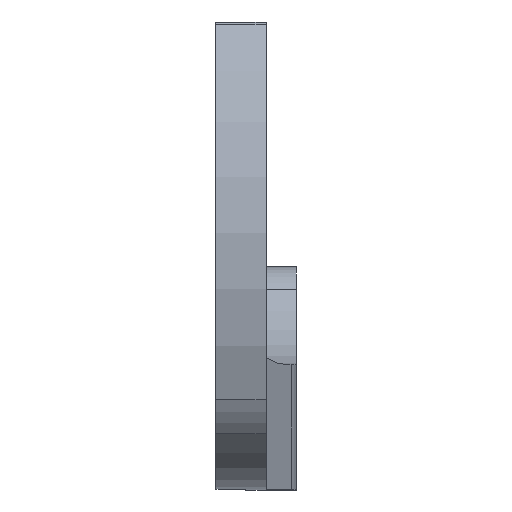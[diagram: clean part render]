
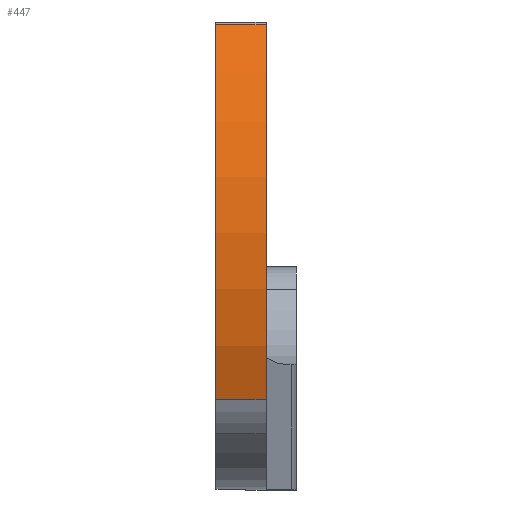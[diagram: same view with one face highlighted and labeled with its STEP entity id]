
A CAD part, top view. The second image highlights one B-rep face of the part: STEP entity #447.
In plain terms, the highlighted cylindrical face has radius 18.5 mm (diameter 37 mm), a partial arc.
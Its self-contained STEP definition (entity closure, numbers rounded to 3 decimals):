
#34 = AXIS2_PLACEMENT_3D ( 'NONE', #582, #420, #742 ) ;
#130 = VERTEX_POINT ( 'NONE', #764 ) ;
#259 = DIRECTION ( 'NONE',  ( 1., 0., 0. ) ) ;
#270 = ORIENTED_EDGE ( 'NONE', *, *, #779, .T. ) ;
#280 = CARTESIAN_POINT ( 'NONE',  ( 0., 4.841, -12.011 ) ) ;
#311 = LINE ( 'NONE', #1031, #990 ) ;
#336 = VERTEX_POINT ( 'NONE', #997 ) ;
#378 = AXIS2_PLACEMENT_3D ( 'NONE', #496, #489, #580 ) ;
#418 = ORIENTED_EDGE ( 'NONE', *, *, #753, .T. ) ;
#420 = DIRECTION ( 'NONE',  ( 1., 0., 0. ) ) ;
#425 = LINE ( 'NONE', #895, #765 ) ;
#437 = DIRECTION ( 'NONE',  ( 0., 0., 1. ) ) ;
#447 = ADVANCED_FACE ( 'NONE', ( #659 ), #987, .T. ) ;
#476 = VERTEX_POINT ( 'NONE', #752 ) ;
#489 = DIRECTION ( 'NONE',  ( 1., 0., 0. ) ) ;
#496 = CARTESIAN_POINT ( 'NONE',  ( -2.5, 4.841, -12.011 ) ) ;
#539 = EDGE_CURVE ( 'NONE', #569, #336, #871, .T. ) ;
#569 = VERTEX_POINT ( 'NONE', #621 ) ;
#580 = DIRECTION ( 'NONE',  ( 0., 0., -1. ) ) ;
#582 = CARTESIAN_POINT ( 'NONE',  ( -2.5, 4.841, -12.011 ) ) ;
#583 = AXIS2_PLACEMENT_3D ( 'NONE', #280, #757, #437 ) ;
#621 = CARTESIAN_POINT ( 'NONE',  ( 0., 16.553, 2.31 ) ) ;
#624 = DIRECTION ( 'NONE',  ( 1., 0., 0. ) ) ;
#628 = EDGE_CURVE ( 'NONE', #476, #569, #311, .T. ) ;
#659 = FACE_OUTER_BOUND ( 'NONE', #825, .T. ) ;
#742 = DIRECTION ( 'NONE',  ( 0., 0., -1. ) ) ;
#752 = CARTESIAN_POINT ( 'NONE',  ( -2.5, 16.553, 2.31 ) ) ;
#753 = EDGE_CURVE ( 'NONE', #130, #336, #425, .T. ) ;
#757 = DIRECTION ( 'NONE',  ( 1., 0., 0. ) ) ;
#764 = CARTESIAN_POINT ( 'NONE',  ( -2.5, -2.075, 5.148 ) ) ;
#765 = VECTOR ( 'NONE', #259, 1000. ) ;
#779 = EDGE_CURVE ( 'NONE', #476, #130, #799, .T. ) ;
#799 = CIRCLE ( 'NONE', #378, 18.5 ) ;
#825 = EDGE_LOOP ( 'NONE', ( #995, #920, #270, #418 ) ) ;
#871 = CIRCLE ( 'NONE', #583, 18.5 ) ;
#895 = CARTESIAN_POINT ( 'NONE',  ( -2.5, -2.075, 5.148 ) ) ;
#920 = ORIENTED_EDGE ( 'NONE', *, *, #628, .F. ) ;
#987 = CYLINDRICAL_SURFACE ( 'NONE', #34, 18.5 ) ;
#990 = VECTOR ( 'NONE', #624, 1000. ) ;
#995 = ORIENTED_EDGE ( 'NONE', *, *, #539, .F. ) ;
#997 = CARTESIAN_POINT ( 'NONE',  ( 0., -2.075, 5.148 ) ) ;
#1031 = CARTESIAN_POINT ( 'NONE',  ( -2.5, 16.553, 2.31 ) ) ;
